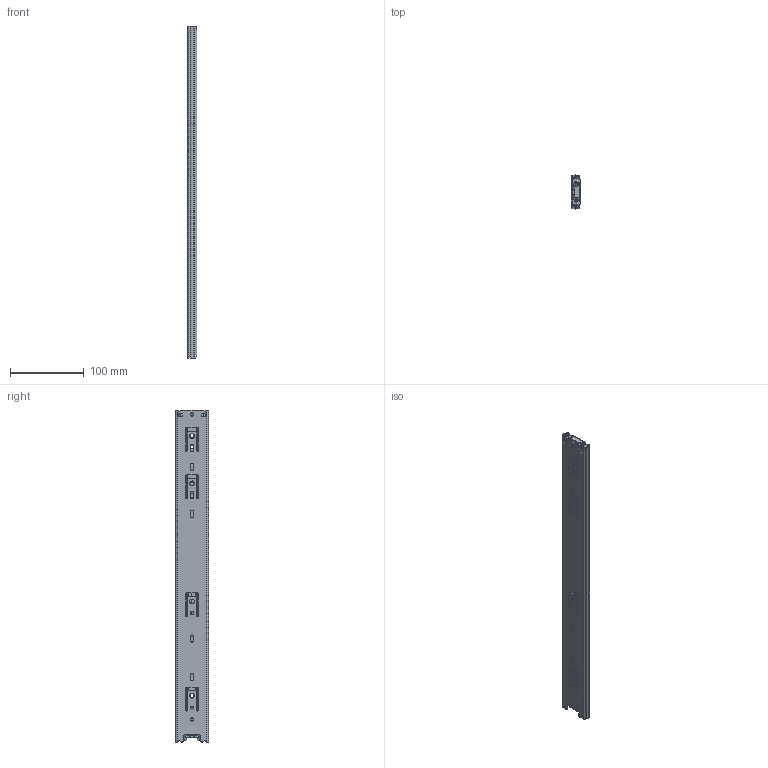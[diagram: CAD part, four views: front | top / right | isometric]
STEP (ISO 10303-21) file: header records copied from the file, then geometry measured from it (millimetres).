
FILE_DESCRIPTION (( 'STEP AP214' ), '1' );
FILE_NAME ('45#³£¹æ18´çclose.STEP', '2024-10-10T06:09:07', ( '' ), ( '' ), 'SwSTEP 2.0', 'SolidWorks 2016', '' );
FILE_SCHEMA (( 'AUTOMOTIVE_DESIGN' ));
Length unit declared in the file: millimetre
Products named in the file (10): 45紩殤22渡; 45癹弇坶; 45#都寞囀寢18渡; 45坶蝶; 紩沭211; 詩紩4.72; 45中轨胶塞; 45#都寞18渡close; 45#都寞笢寢18渡; 45#都寞俋寢18渡
Assembly tree (69 placements, depth 2):
  45#都寞18渡close
    45#都寞俋寢18渡
    45#都寞笢寢18渡
    45#都寞囀寢18渡
    45紩殤22渡
    詩紩4.72  x60
    紩沭211  x2
    45坶蝶
    45中轨胶塞
    45癹弇坶
Bounding box: 12.7 x 45.47 x 450 mm (x, y, z)
Volume: 98638.5 mm3; surface area: 168958.4 mm2
Topology: 76 solids, 76 shells, 2948 faces, 8231 edges, 4947 vertices
Faces by surface type: cylinder 958, plane 937, sphere 390, bspline 335, torus 324, cone 4
Entity records: 81966 total; most frequent: CARTESIAN_POINT 21625, ORIENTED_EDGE 13078, DIRECTION 12118, EDGE_CURVE 6539, AXIS2_PLACEMENT_3D 4614, VERTEX_POINT 4037, LINE 2890, VECTOR 2890
